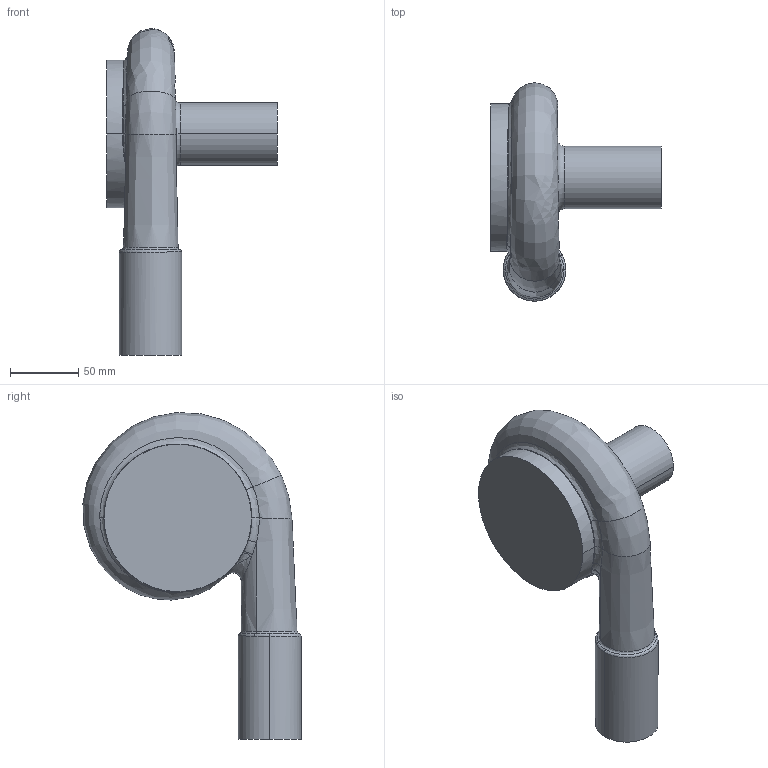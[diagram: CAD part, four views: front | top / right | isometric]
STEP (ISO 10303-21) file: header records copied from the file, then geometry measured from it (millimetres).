
FILE_DESCRIPTION(('Open CASCADE Model'),'2;1');
FILE_NAME('Open CASCADE Shape Model','2015-06-16T16:55:31',('Author'),( 'Open CASCADE'),'Open CASCADE STEP processor 6.8','Open CASCADE 6.8' ,'Unknown');
FILE_SCHEMA(('AUTOMOTIVE_DESIGN_CC2 { 1 2 10303 214 -1 1 5 4 }'));
Length unit declared in the file: metre
Products named in the file (4): Open CASCADE STEP translator 6.8 3; Open CASCADE STEP translator 6.8 3.1; Open CASCADE STEP translator 6.8 3.2; Open CASCADE STEP translator 6.8 3.3
Assembly tree (3 placements, depth 2):
  Open CASCADE STEP translator 6.8 3
    Open CASCADE STEP translator 6.8 3.1
    Open CASCADE STEP translator 6.8 3.2
    Open CASCADE STEP translator 6.8 3.3
Bounding box: 125.1 x 159.63 x 239.03 mm (x, y, z)
Volume: 1271514.7 mm3; surface area: 139550.7 mm2
Topology: 3 solids, 3 shells, 99 faces, 237 edges, 145 vertices
Faces by surface type: bspline 38, cylinder 37, plane 18, revolution 4, torus 2
Full cylindrical faces by diameter (mm): 100.17 x1
Entity records: 22013 total; most frequent: CARTESIAN_POINT 18115, ORIENTED_EDGE 470, PCURVE 470, DEFINITIONAL_REPRESENTATION 470, DIRECTION 467, B_SPLINE_CURVE_WITH_KNOTS 449, EDGE_CURVE 235, SURFACE_CURVE 234
